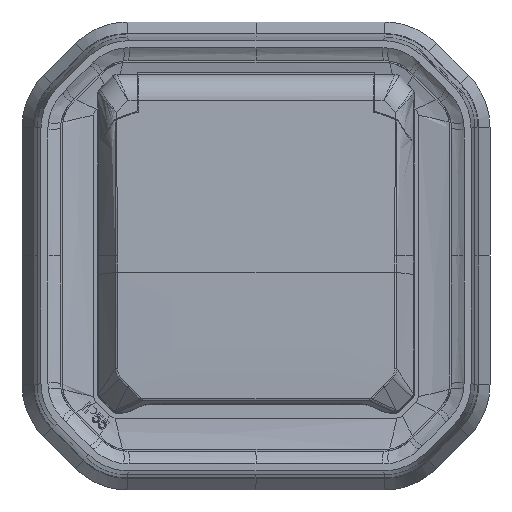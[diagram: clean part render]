
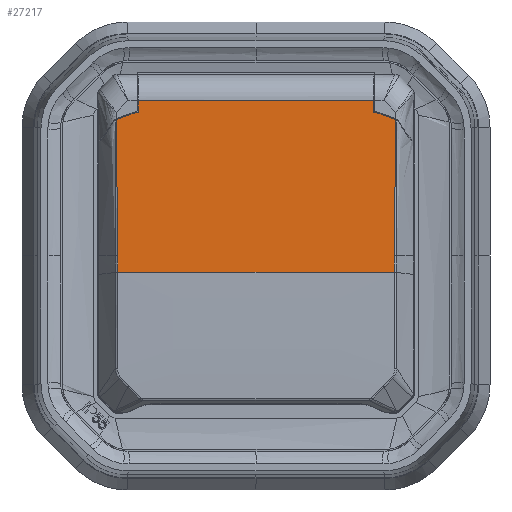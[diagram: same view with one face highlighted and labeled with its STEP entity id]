
A CAD part, top view. The second image highlights one B-rep face of the part: STEP entity #27217.
In plain terms, the highlighted planar face has unit normal (0, 0.005, 1).
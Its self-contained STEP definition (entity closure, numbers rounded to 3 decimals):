
#27113=AXIS2_PLACEMENT_3D('Plane Axis2P3D',#27110,#27111,#27112) ;
#21826=CARTESIAN_POINT('Vertex',(-21.401,26.204,58.404)) ;
#21829=CARTESIAN_POINT('Line Origine',(-21.4,26.613,58.402)) ;
#21833=CARTESIAN_POINT('Vertex',(-21.4,27.023,58.4)) ;
#21836=CARTESIAN_POINT('Line Origine',(-21.4,27.622,58.397)) ;
#21840=CARTESIAN_POINT('Vertex',(-21.4,28.222,58.395)) ;
#21987=CARTESIAN_POINT('Vertex',(21.4,28.222,58.395)) ;
#21990=CARTESIAN_POINT('Line Origine',(21.4,27.213,58.399)) ;
#21994=CARTESIAN_POINT('Vertex',(21.4,26.204,58.404)) ;
#27067=CARTESIAN_POINT('Vertex',(-25.4,24.761,58.411)) ;
#27071=CARTESIAN_POINT('Control Point',(-25.4,24.761,58.411)) ;
#27072=CARTESIAN_POINT('Control Point',(-24.068,25.242,58.408)) ;
#27073=CARTESIAN_POINT('Control Point',(-22.736,25.722,58.406)) ;
#27074=CARTESIAN_POINT('Control Point',(-21.403,26.203,58.404)) ;
#27075=CARTESIAN_POINT('Vertex',(-21.403,26.203,58.404)) ;
#27079=CARTESIAN_POINT('Control Point',(-21.403,26.203,58.404)) ;
#27080=CARTESIAN_POINT('Control Point',(-21.401,26.204,58.404)) ;
#27097=CARTESIAN_POINT('Line Origine',(0.,28.222,58.395)) ;
#27110=CARTESIAN_POINT('Axis2P3D Location',(0.,-3.,58.54)) ;
#27116=CARTESIAN_POINT('Control Point',(-25.158,0.001,58.526)) ;
#27117=CARTESIAN_POINT('Control Point',(-25.158,-0.256,58.527)) ;
#27118=CARTESIAN_POINT('Control Point',(-25.158,-0.556,58.528)) ;
#27119=CARTESIAN_POINT('Control Point',(-25.158,-0.906,58.53)) ;
#27120=CARTESIAN_POINT('Control Point',(-25.158,-1.493,58.533)) ;
#27121=CARTESIAN_POINT('Control Point',(-25.158,-2.078,58.536)) ;
#27122=CARTESIAN_POINT('Control Point',(-25.158,-2.368,58.537)) ;
#27123=CARTESIAN_POINT('Control Point',(-25.158,-2.672,58.538)) ;
#27124=CARTESIAN_POINT('Control Point',(-25.158,-3.,58.54)) ;
#27125=CARTESIAN_POINT('Vertex',(-25.158,0.001,58.526)) ;
#27127=CARTESIAN_POINT('Vertex',(-25.158,-3.,58.54)) ;
#27130=CARTESIAN_POINT('Line Origine',(0.,-3.,58.54)) ;
#27134=CARTESIAN_POINT('Vertex',(25.158,-3.,58.54)) ;
#27138=CARTESIAN_POINT('Control Point',(25.158,-3.,58.54)) ;
#27139=CARTESIAN_POINT('Control Point',(25.158,-2.904,58.539)) ;
#27140=CARTESIAN_POINT('Control Point',(25.158,-2.815,58.539)) ;
#27141=CARTESIAN_POINT('Control Point',(25.158,-2.734,58.539)) ;
#27142=CARTESIAN_POINT('Control Point',(25.158,-2.154,58.536)) ;
#27143=CARTESIAN_POINT('Control Point',(25.158,-1.572,58.533)) ;
#27144=CARTESIAN_POINT('Control Point',(25.158,-1.062,58.531)) ;
#27145=CARTESIAN_POINT('Control Point',(25.158,-0.544,58.528)) ;
#27146=CARTESIAN_POINT('Control Point',(25.158,-0.026,58.526)) ;
#27147=CARTESIAN_POINT('Control Point',(25.158,-0.017,58.526)) ;
#27148=CARTESIAN_POINT('Control Point',(25.158,-0.008,58.526)) ;
#27149=CARTESIAN_POINT('Control Point',(25.158,0.001,58.526)) ;
#27150=CARTESIAN_POINT('Vertex',(25.158,0.001,58.526)) ;
#27154=CARTESIAN_POINT('Control Point',(25.158,0.001,58.526)) ;
#27155=CARTESIAN_POINT('Control Point',(25.158,1.477,58.519)) ;
#27156=CARTESIAN_POINT('Control Point',(25.16,2.954,58.512)) ;
#27157=CARTESIAN_POINT('Control Point',(25.164,4.43,58.505)) ;
#27158=CARTESIAN_POINT('Control Point',(25.175,7.382,58.492)) ;
#27159=CARTESIAN_POINT('Control Point',(25.194,10.333,58.478)) ;
#27160=CARTESIAN_POINT('Control Point',(25.206,11.809,58.471)) ;
#27161=CARTESIAN_POINT('Control Point',(25.228,14.017,58.461)) ;
#27162=CARTESIAN_POINT('Control Point',(25.255,16.22,58.45)) ;
#27163=CARTESIAN_POINT('Control Point',(25.265,16.953,58.447)) ;
#27164=CARTESIAN_POINT('Control Point',(25.286,18.413,58.44)) ;
#27165=CARTESIAN_POINT('Control Point',(25.31,19.868,58.433)) ;
#27166=CARTESIAN_POINT('Control Point',(25.322,20.596,58.43)) ;
#27167=CARTESIAN_POINT('Control Point',(25.345,21.867,58.424)) ;
#27168=CARTESIAN_POINT('Control Point',(25.369,23.132,58.418)) ;
#27169=CARTESIAN_POINT('Control Point',(25.379,23.675,58.416)) ;
#27170=CARTESIAN_POINT('Control Point',(25.39,24.218,58.413)) ;
#27171=CARTESIAN_POINT('Control Point',(25.4,24.761,58.411)) ;
#27172=CARTESIAN_POINT('Vertex',(25.4,24.761,58.411)) ;
#27176=CARTESIAN_POINT('Control Point',(25.4,24.761,58.411)) ;
#27177=CARTESIAN_POINT('Control Point',(24.6,25.05,58.409)) ;
#27178=CARTESIAN_POINT('Control Point',(23.8,25.338,58.408)) ;
#27179=CARTESIAN_POINT('Control Point',(23.,25.627,58.407)) ;
#27180=CARTESIAN_POINT('Control Point',(22.2,25.916,58.405)) ;
#27181=CARTESIAN_POINT('Control Point',(21.4,26.204,58.404)) ;
#27184=CARTESIAN_POINT('Control Point',(-25.158,0.001,58.526)) ;
#27185=CARTESIAN_POINT('Control Point',(-25.158,1.477,58.519)) ;
#27186=CARTESIAN_POINT('Control Point',(-25.16,2.954,58.512)) ;
#27187=CARTESIAN_POINT('Control Point',(-25.164,4.43,58.505)) ;
#27188=CARTESIAN_POINT('Control Point',(-25.175,7.382,58.492)) ;
#27189=CARTESIAN_POINT('Control Point',(-25.194,10.333,58.478)) ;
#27190=CARTESIAN_POINT('Control Point',(-25.206,11.809,58.471)) ;
#27191=CARTESIAN_POINT('Control Point',(-25.228,14.017,58.461)) ;
#27192=CARTESIAN_POINT('Control Point',(-25.255,16.22,58.45)) ;
#27193=CARTESIAN_POINT('Control Point',(-25.265,16.953,58.447)) ;
#27194=CARTESIAN_POINT('Control Point',(-25.286,18.413,58.44)) ;
#27195=CARTESIAN_POINT('Control Point',(-25.31,19.868,58.433)) ;
#27196=CARTESIAN_POINT('Control Point',(-25.322,20.596,58.43)) ;
#27197=CARTESIAN_POINT('Control Point',(-25.345,21.867,58.424)) ;
#27198=CARTESIAN_POINT('Control Point',(-25.369,23.132,58.418)) ;
#27199=CARTESIAN_POINT('Control Point',(-25.379,23.675,58.416)) ;
#27200=CARTESIAN_POINT('Control Point',(-25.39,24.218,58.413)) ;
#27201=CARTESIAN_POINT('Control Point',(-25.4,24.761,58.411)) ;
#21830=DIRECTION('Vector Direction',(0.,1.,-0.005)) ;
#21837=DIRECTION('Vector Direction',(0.,1.,-0.005)) ;
#21991=DIRECTION('Vector Direction',(0.,1.,-0.005)) ;
#27098=DIRECTION('Vector Direction',(-1.,0.,0.)) ;
#27111=DIRECTION('Axis2P3D Direction',(0.,-0.005,-1.)) ;
#27112=DIRECTION('Axis2P3D XDirection',(0.,1.,-0.005)) ;
#27131=DIRECTION('Vector Direction',(1.,0.,0.)) ;
#21831=VECTOR('Line Direction',#21830,1.) ;
#21838=VECTOR('Line Direction',#21837,1.) ;
#21992=VECTOR('Line Direction',#21991,1.) ;
#27099=VECTOR('Line Direction',#27098,1.) ;
#27132=VECTOR('Line Direction',#27131,1.) ;
#27204=ORIENTED_EDGE('',*,*,#27129,.T.) ;
#27205=ORIENTED_EDGE('',*,*,#27136,.T.) ;
#27206=ORIENTED_EDGE('',*,*,#27152,.T.) ;
#27207=ORIENTED_EDGE('',*,*,#27174,.T.) ;
#27208=ORIENTED_EDGE('',*,*,#27182,.T.) ;
#27209=ORIENTED_EDGE('',*,*,#21996,.T.) ;
#27210=ORIENTED_EDGE('',*,*,#27101,.F.) ;
#27211=ORIENTED_EDGE('',*,*,#21842,.T.) ;
#27212=ORIENTED_EDGE('',*,*,#21835,.T.) ;
#27213=ORIENTED_EDGE('',*,*,#27081,.F.) ;
#27214=ORIENTED_EDGE('',*,*,#27077,.F.) ;
#27215=ORIENTED_EDGE('',*,*,#27202,.T.) ;
#27217=ADVANCED_FACE('Volet Prise',(#27216),#27114,.F.) ;
#27070=B_SPLINE_CURVE_WITH_KNOTS('',3,(#27071,#27072,#27073,#27074),.UNSPECIFIED.,.F.,.U.,(4,4),(0.038,6.049),.UNSPECIFIED.) ;
#27078=B_SPLINE_CURVE_WITH_KNOTS('',1,(#27079,#27080),.UNSPECIFIED.,.F.,.U.,(2,2),(3.003,3.007),.UNSPECIFIED.) ;
#27115=B_SPLINE_CURVE_WITH_KNOTS('',5,(#27116,#27117,#27118,#27119,#27120,#27121,#27122,#27123,#27124),.UNSPECIFIED.,.F.,.U.,(6,3,6),(3.805,5.459,8.068),.UNSPECIFIED.) ;
#27137=B_SPLINE_CURVE_WITH_KNOTS('',5,(#27138,#27139,#27140,#27141,#27142,#27143,#27144,#27145,#27146,#27147,#27148,#27149),.UNSPECIFIED.,.F.,.U.,(6,3,3,6),(2.562,3.119,6.817,6.882),.UNSPECIFIED.) ;
#27153=B_SPLINE_CURVE_WITH_KNOTS('',5,(#27154,#27155,#27156,#27157,#27158,#27159,#27160,#27161,#27162,#27163,#27164,#27165,#27166,#27167,#27168,#27169,#27170,#27171),.UNSPECIFIED.,.F.,.U.,(6,3,3,3,3,6),(13.58,24.395,35.203,40.596,45.963,50.028),.UNSPECIFIED.) ;
#27175=B_SPLINE_CURVE_WITH_KNOTS('',5,(#27176,#27177,#27178,#27179,#27180,#27181),.UNSPECIFIED.,.F.,.U.,(6,6),(0.038,6.055),.UNSPECIFIED.) ;
#27183=B_SPLINE_CURVE_WITH_KNOTS('',5,(#27184,#27185,#27186,#27187,#27188,#27189,#27190,#27191,#27192,#27193,#27194,#27195,#27196,#27197,#27198,#27199,#27200,#27201),.UNSPECIFIED.,.F.,.U.,(6,3,3,3,3,6),(13.58,24.395,35.203,40.596,45.963,50.028),.UNSPECIFIED.) ;
#21835=EDGE_CURVE('',#21834,#21827,#21832,.F.) ;
#21842=EDGE_CURVE('',#21841,#21834,#21839,.F.) ;
#21996=EDGE_CURVE('',#21995,#21988,#21993,.T.) ;
#27077=EDGE_CURVE('',#27068,#27076,#27070,.T.) ;
#27081=EDGE_CURVE('',#27076,#21827,#27078,.T.) ;
#27101=EDGE_CURVE('',#21841,#21988,#27100,.F.) ;
#27129=EDGE_CURVE('',#27126,#27128,#27115,.T.) ;
#27136=EDGE_CURVE('',#27128,#27135,#27133,.T.) ;
#27152=EDGE_CURVE('',#27135,#27151,#27137,.T.) ;
#27174=EDGE_CURVE('',#27151,#27173,#27153,.T.) ;
#27182=EDGE_CURVE('',#27173,#21995,#27175,.T.) ;
#27202=EDGE_CURVE('',#27068,#27126,#27183,.F.) ;
#27203=EDGE_LOOP('',(#27204,#27205,#27206,#27207,#27208,#27209,#27210,#27211,#27212,#27213,#27214,#27215)) ;
#27216=FACE_OUTER_BOUND('',#27203,.T.) ;
#21832=LINE('Line',#21829,#21831) ;
#21839=LINE('Line',#21836,#21838) ;
#21993=LINE('Line',#21990,#21992) ;
#27100=LINE('Line',#27097,#27099) ;
#27133=LINE('Line',#27130,#27132) ;
#27114=PLANE('',#27113) ;
#21827=VERTEX_POINT('',#21826) ;
#21834=VERTEX_POINT('',#21833) ;
#21841=VERTEX_POINT('',#21840) ;
#21988=VERTEX_POINT('',#21987) ;
#21995=VERTEX_POINT('',#21994) ;
#27068=VERTEX_POINT('',#27067) ;
#27076=VERTEX_POINT('',#27075) ;
#27126=VERTEX_POINT('',#27125) ;
#27128=VERTEX_POINT('',#27127) ;
#27135=VERTEX_POINT('',#27134) ;
#27151=VERTEX_POINT('',#27150) ;
#27173=VERTEX_POINT('',#27172) ;
